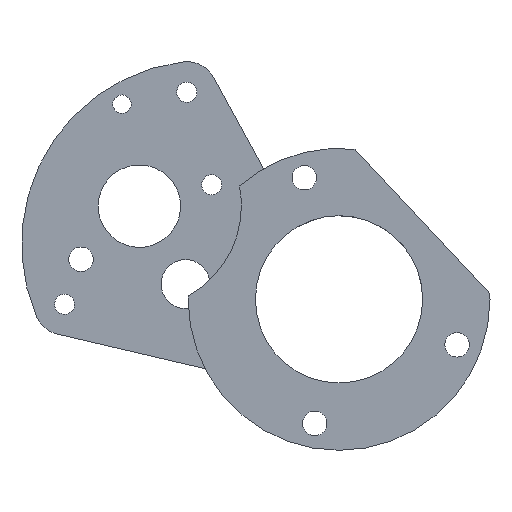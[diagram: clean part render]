
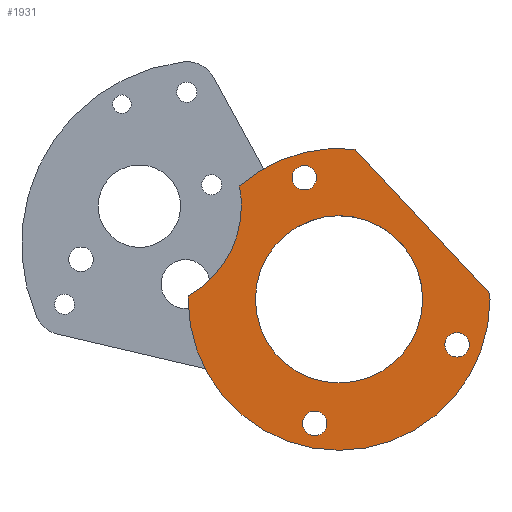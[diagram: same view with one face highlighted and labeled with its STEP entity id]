
A CAD part, left-side view. The second image highlights one B-rep face of the part: STEP entity #1931.
In plain terms, the highlighted planar face has unit normal (-1, 0, 0).
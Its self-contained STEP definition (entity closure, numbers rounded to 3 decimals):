
#63=CARTESIAN_POINT('Vertex',(107.665,189.89,-124.861)) ;
#77=CARTESIAN_POINT('Vertex',(107.665,222.947,-89.545)) ;
#80=CARTESIAN_POINT('Line Origine',(107.665,206.419,-107.203)) ;
#228=CARTESIAN_POINT('Vertex',(107.665,251.291,-98.55)) ;
#231=CARTESIAN_POINT('Axis2P3D Location',(107.665,226.861,-126.337)) ;
#247=CARTESIAN_POINT('Vertex',(107.665,189.861,-126.337)) ;
#250=CARTESIAN_POINT('Axis2P3D Location',(107.665,226.861,-126.337)) ;
#254=CARTESIAN_POINT('Vertex',(107.665,263.861,-126.337)) ;
#269=CARTESIAN_POINT('Axis2P3D Location',(107.665,226.861,-126.337)) ;
#273=CARTESIAN_POINT('Vertex',(107.665,263.85,-125.465)) ;
#909=CARTESIAN_POINT('Vertex',(107.665,247.361,-126.337)) ;
#912=CARTESIAN_POINT('Axis2P3D Location',(107.665,226.861,-126.337)) ;
#916=CARTESIAN_POINT('Vertex',(107.665,206.361,-126.337)) ;
#1644=CARTESIAN_POINT('Axis2P3D Location',(107.665,226.861,-126.337)) ;
#1736=CARTESIAN_POINT('Axis2P3D Location',(107.665,232.817,-156.76)) ;
#1740=CARTESIAN_POINT('Vertex',(107.665,229.817,-156.76)) ;
#1742=CARTESIAN_POINT('Vertex',(107.665,235.817,-156.76)) ;
#1762=CARTESIAN_POINT('Axis2P3D Location',(107.665,232.817,-156.76)) ;
#1779=CARTESIAN_POINT('Axis2P3D Location',(107.665,197.935,-137.486)) ;
#1783=CARTESIAN_POINT('Vertex',(107.665,194.935,-137.486)) ;
#1785=CARTESIAN_POINT('Vertex',(107.665,200.935,-137.486)) ;
#1805=CARTESIAN_POINT('Axis2P3D Location',(107.665,197.935,-137.486)) ;
#1822=CARTESIAN_POINT('Axis2P3D Location',(107.665,235.365,-96.526)) ;
#1826=CARTESIAN_POINT('Vertex',(107.665,232.365,-96.526)) ;
#1828=CARTESIAN_POINT('Vertex',(107.665,238.365,-96.526)) ;
#1848=CARTESIAN_POINT('Axis2P3D Location',(107.665,235.365,-96.526)) ;
#1865=CARTESIAN_POINT('Axis2P3D Location',(107.665,275.796,-103.504)) ;
#1869=CARTESIAN_POINT('Vertex',(107.665,250.796,-103.504)) ;
#1884=CARTESIAN_POINT('Axis2P3D Location',(107.665,275.796,-103.504)) ;
#1896=CARTESIAN_POINT('Axis2P3D Location',(107.665,0.,0.)) ;
#1901=CARTESIAN_POINT('Axis2P3D Location',(107.665,226.861,-126.337)) ;
#81=DIRECTION('Vector Direction',(0.,0.683,0.73)) ;
#232=DIRECTION('Axis2P3D Direction',(1.,0.,0.)) ;
#251=DIRECTION('Axis2P3D Direction',(1.,0.,0.)) ;
#270=DIRECTION('Axis2P3D Direction',(1.,0.,0.)) ;
#913=DIRECTION('Axis2P3D Direction',(1.,0.,0.)) ;
#1645=DIRECTION('Axis2P3D Direction',(1.,0.,0.)) ;
#1737=DIRECTION('Axis2P3D Direction',(1.,0.,0.)) ;
#1763=DIRECTION('Axis2P3D Direction',(1.,0.,0.)) ;
#1780=DIRECTION('Axis2P3D Direction',(1.,0.,0.)) ;
#1806=DIRECTION('Axis2P3D Direction',(1.,0.,0.)) ;
#1823=DIRECTION('Axis2P3D Direction',(1.,0.,0.)) ;
#1849=DIRECTION('Axis2P3D Direction',(1.,0.,0.)) ;
#1866=DIRECTION('Axis2P3D Direction',(1.,0.,0.)) ;
#1885=DIRECTION('Axis2P3D Direction',(1.,0.,0.)) ;
#1897=DIRECTION('Axis2P3D Direction',(1.,0.,0.)) ;
#1898=DIRECTION('Axis2P3D XDirection',(0.,1.,0.)) ;
#1902=DIRECTION('Axis2P3D Direction',(1.,0.,0.)) ;
#233=AXIS2_PLACEMENT_3D('Circle Axis2P3D',#231,#232,$) ;
#252=AXIS2_PLACEMENT_3D('Circle Axis2P3D',#250,#251,$) ;
#271=AXIS2_PLACEMENT_3D('Circle Axis2P3D',#269,#270,$) ;
#914=AXIS2_PLACEMENT_3D('Circle Axis2P3D',#912,#913,$) ;
#1646=AXIS2_PLACEMENT_3D('Circle Axis2P3D',#1644,#1645,$) ;
#1738=AXIS2_PLACEMENT_3D('Circle Axis2P3D',#1736,#1737,$) ;
#1764=AXIS2_PLACEMENT_3D('Circle Axis2P3D',#1762,#1763,$) ;
#1781=AXIS2_PLACEMENT_3D('Circle Axis2P3D',#1779,#1780,$) ;
#1807=AXIS2_PLACEMENT_3D('Circle Axis2P3D',#1805,#1806,$) ;
#1824=AXIS2_PLACEMENT_3D('Circle Axis2P3D',#1822,#1823,$) ;
#1850=AXIS2_PLACEMENT_3D('Circle Axis2P3D',#1848,#1849,$) ;
#1867=AXIS2_PLACEMENT_3D('Circle Axis2P3D',#1865,#1866,$) ;
#1886=AXIS2_PLACEMENT_3D('Circle Axis2P3D',#1884,#1885,$) ;
#1899=AXIS2_PLACEMENT_3D('Plane Axis2P3D',#1896,#1897,#1898) ;
#1903=AXIS2_PLACEMENT_3D('Circle Axis2P3D',#1901,#1902,$) ;
#1907=ORIENTED_EDGE('',*,*,#84,.T.) ;
#1908=ORIENTED_EDGE('',*,*,#235,.F.) ;
#1909=ORIENTED_EDGE('',*,*,#1871,.T.) ;
#1910=ORIENTED_EDGE('',*,*,#1888,.T.) ;
#1911=ORIENTED_EDGE('',*,*,#275,.F.) ;
#1912=ORIENTED_EDGE('',*,*,#256,.F.) ;
#1913=ORIENTED_EDGE('',*,*,#1905,.F.) ;
#1916=ORIENTED_EDGE('',*,*,#1830,.T.) ;
#1917=ORIENTED_EDGE('',*,*,#1852,.T.) ;
#1920=ORIENTED_EDGE('',*,*,#1787,.T.) ;
#1921=ORIENTED_EDGE('',*,*,#1809,.T.) ;
#1924=ORIENTED_EDGE('',*,*,#1744,.T.) ;
#1925=ORIENTED_EDGE('',*,*,#1766,.T.) ;
#1928=ORIENTED_EDGE('',*,*,#918,.T.) ;
#1929=ORIENTED_EDGE('',*,*,#1648,.T.) ;
#1918=FACE_BOUND('',#1915,.T.) ;
#1922=FACE_BOUND('',#1919,.T.) ;
#1926=FACE_BOUND('',#1923,.T.) ;
#1930=FACE_BOUND('',#1927,.T.) ;
#82=VECTOR('Line Direction',#81,1.) ;
#1931=ADVANCED_FACE('Corps principal',(#1914,#1918,#1922,#1926,#1930),#1900,.F.) ;
#234=CIRCLE('generated circle',#233,37.) ;
#253=CIRCLE('generated circle',#252,37.) ;
#272=CIRCLE('generated circle',#271,37.) ;
#915=CIRCLE('generated circle',#914,20.5) ;
#1647=CIRCLE('generated circle',#1646,20.5) ;
#1739=CIRCLE('generated circle',#1738,3.) ;
#1765=CIRCLE('generated circle',#1764,3.) ;
#1782=CIRCLE('generated circle',#1781,3.) ;
#1808=CIRCLE('generated circle',#1807,3.) ;
#1825=CIRCLE('generated circle',#1824,3.) ;
#1851=CIRCLE('generated circle',#1850,3.) ;
#1868=CIRCLE('generated circle',#1867,25.) ;
#1887=CIRCLE('generated circle',#1886,25.) ;
#1904=CIRCLE('generated circle',#1903,37.) ;
#84=EDGE_CURVE('',#64,#78,#83,.T.) ;
#235=EDGE_CURVE('',#229,#78,#234,.T.) ;
#256=EDGE_CURVE('',#248,#255,#253,.T.) ;
#275=EDGE_CURVE('',#255,#274,#272,.T.) ;
#918=EDGE_CURVE('',#917,#910,#915,.T.) ;
#1648=EDGE_CURVE('',#910,#917,#1647,.T.) ;
#1744=EDGE_CURVE('',#1741,#1743,#1739,.T.) ;
#1766=EDGE_CURVE('',#1743,#1741,#1765,.T.) ;
#1787=EDGE_CURVE('',#1784,#1786,#1782,.T.) ;
#1809=EDGE_CURVE('',#1786,#1784,#1808,.T.) ;
#1830=EDGE_CURVE('',#1827,#1829,#1825,.T.) ;
#1852=EDGE_CURVE('',#1829,#1827,#1851,.T.) ;
#1871=EDGE_CURVE('',#229,#1870,#1868,.T.) ;
#1888=EDGE_CURVE('',#1870,#274,#1887,.T.) ;
#1905=EDGE_CURVE('',#64,#248,#1904,.T.) ;
#1906=EDGE_LOOP('',(#1907,#1908,#1909,#1910,#1911,#1912,#1913)) ;
#1915=EDGE_LOOP('',(#1916,#1917)) ;
#1919=EDGE_LOOP('',(#1920,#1921)) ;
#1923=EDGE_LOOP('',(#1924,#1925)) ;
#1927=EDGE_LOOP('',(#1928,#1929)) ;
#1914=FACE_OUTER_BOUND('',#1906,.T.) ;
#83=LINE('Line',#80,#82) ;
#1900=PLANE('Plane',#1899) ;
#64=VERTEX_POINT('',#63) ;
#78=VERTEX_POINT('',#77) ;
#229=VERTEX_POINT('',#228) ;
#248=VERTEX_POINT('',#247) ;
#255=VERTEX_POINT('',#254) ;
#274=VERTEX_POINT('',#273) ;
#910=VERTEX_POINT('',#909) ;
#917=VERTEX_POINT('',#916) ;
#1741=VERTEX_POINT('',#1740) ;
#1743=VERTEX_POINT('',#1742) ;
#1784=VERTEX_POINT('',#1783) ;
#1786=VERTEX_POINT('',#1785) ;
#1827=VERTEX_POINT('',#1826) ;
#1829=VERTEX_POINT('',#1828) ;
#1870=VERTEX_POINT('',#1869) ;
